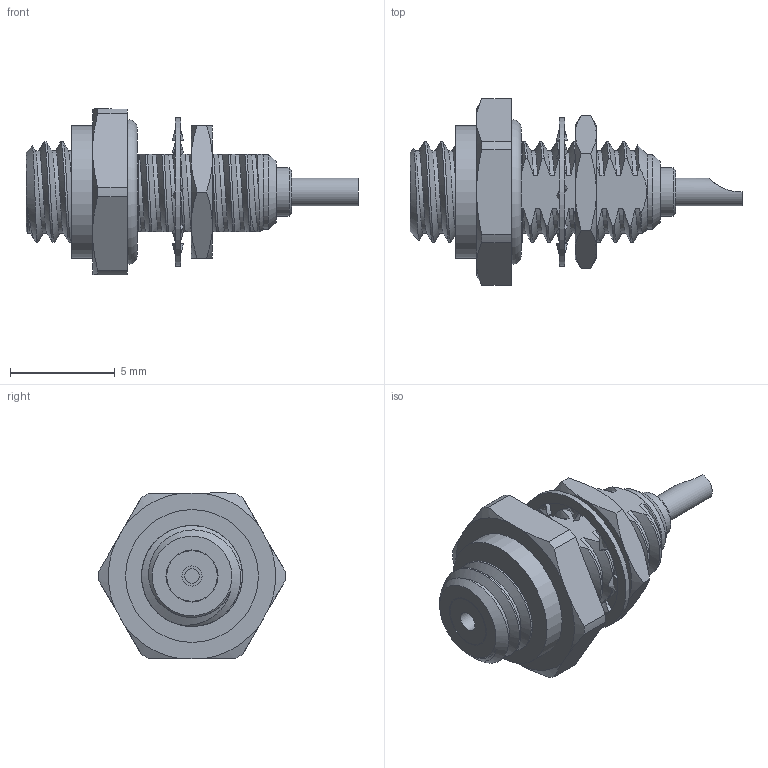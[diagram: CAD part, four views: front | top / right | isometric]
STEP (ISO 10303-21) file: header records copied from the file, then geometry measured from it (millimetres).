
FILE_DESCRIPTION (( 'STEP AP203' ), '1' );
FILE_NAME ('PE44357_3D.step', '2021-03-17T19:35:37', ( '' ), ( '' ), 'SwSTEP 2.0', 'SolidWorks 2020', '' );
FILE_SCHEMA (( 'CONFIG_CONTROL_DESIGN' ));
Length unit declared in the file: inch
Products named in the file (1): PE44357_3D
Bounding box: 15.88 x 8.91 x 7.94 mm (x, y, z)
Volume: 273.2 mm3; surface area: 580.3 mm2
Topology: 4 solids, 6 shells, 221 faces, 572 edges, 372 vertices
Faces by surface type: bspline 83, cylinder 60, plane 48, cone 29, torus 1
Full cylindrical faces by diameter (mm): 0.864 x1, 0.962 x1, 1.311 x2, 1.321 x1, 2.298 x1, 2.415 x1, 2.487 x1, 3.556 x1, 4.831 x1, 6.35 x1, 7.112 x1, 7.139 x1
Entity records: 20812 total; most frequent: CARTESIAN_POINT 16339, ORIENTED_EDGE 1074, DIRECTION 662, EDGE_CURVE 537, VERTEX_POINT 359, AXIS2_PLACEMENT_3D 264, EDGE_LOOP 258, FACE_OUTER_BOUND 233
